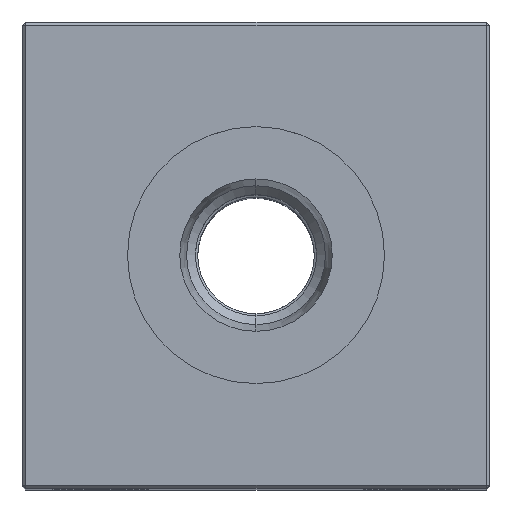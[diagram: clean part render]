
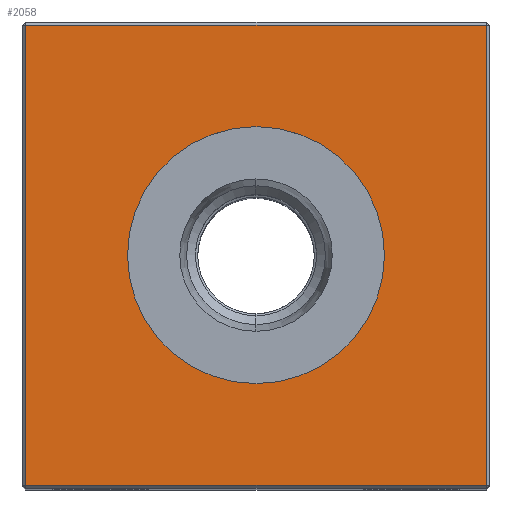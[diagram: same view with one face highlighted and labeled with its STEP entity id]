
A CAD part, top view. The second image highlights one B-rep face of the part: STEP entity #2058.
In plain terms, the highlighted planar face has unit normal (0, 0, 1).
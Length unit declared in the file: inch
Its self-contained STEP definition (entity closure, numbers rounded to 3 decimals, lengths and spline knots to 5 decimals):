
#116 = DIRECTION ( 'NONE',  ( -1., 0., 0. ) ) ;
#993 = CARTESIAN_POINT ( 'NONE',  ( 0.74, -0.74, 3.25 ) ) ;
#1483 = DIRECTION ( 'NONE',  ( -1., 0., 0. ) ) ;
#1519 = VERTEX_POINT ( 'NONE', #23512 ) ;
#1876 = VECTOR ( 'NONE', #13759, 39.37008 ) ;
#1968 = DIRECTION ( 'NONE',  ( -1., 0., 0. ) ) ;
#2058 = ADVANCED_FACE ( 'NONE', ( #16594, #22235 ), #9598, .F. ) ;
#2385 = DIRECTION ( 'NONE',  ( 0., 0., -1. ) ) ;
#2444 = VECTOR ( 'NONE', #18752, 39.37008 ) ;
#2458 = VERTEX_POINT ( 'NONE', #4737 ) ;
#3661 = CARTESIAN_POINT ( 'NONE',  ( 0., 0.41339, 3.25 ) ) ;
#3935 = EDGE_CURVE ( 'NONE', #2458, #23100, #8460, .T. ) ;
#4737 = CARTESIAN_POINT ( 'NONE',  ( 0.74, 0.74, 3.25 ) ) ;
#5079 = ORIENTED_EDGE ( 'NONE', *, *, #3935, .T. ) ;
#5399 = ORIENTED_EDGE ( 'NONE', *, *, #22563, .T. ) ;
#5512 = AXIS2_PLACEMENT_3D ( 'NONE', #13043, #11117, #1968 ) ;
#5763 = CARTESIAN_POINT ( 'NONE',  ( 0.74, 0., 3.25 ) ) ;
#5769 = CARTESIAN_POINT ( 'NONE',  ( 0., 0., 3.25 ) ) ;
#5791 = EDGE_CURVE ( 'NONE', #1519, #10139, #19737, .T. ) ;
#5877 = EDGE_CURVE ( 'NONE', #10139, #1519, #19348, .T. ) ;
#6117 = LINE ( 'NONE', #13820, #22034 ) ;
#6442 = EDGE_LOOP ( 'NONE', ( #13500, #23168 ) ) ;
#6444 = CARTESIAN_POINT ( 'NONE',  ( 0., -0.74, 3.25 ) ) ;
#7165 = EDGE_CURVE ( 'NONE', #18374, #2458, #20665, .T. ) ;
#8460 = LINE ( 'NONE', #20971, #1876 ) ;
#9598 = PLANE ( 'NONE',  #9926 ) ;
#9926 = AXIS2_PLACEMENT_3D ( 'NONE', #5769, #2385, #116 ) ;
#10139 = VERTEX_POINT ( 'NONE', #3661 ) ;
#11044 = VERTEX_POINT ( 'NONE', #19408 ) ;
#11117 = DIRECTION ( 'NONE',  ( 0., 0., -1. ) ) ;
#12315 = CARTESIAN_POINT ( 'NONE',  ( 0., 0., 3.25 ) ) ;
#12342 = LINE ( 'NONE', #6444, #22198 ) ;
#13043 = CARTESIAN_POINT ( 'NONE',  ( 0., 0., 3.25 ) ) ;
#13452 = DIRECTION ( 'NONE',  ( 0., -1., 0. ) ) ;
#13500 = ORIENTED_EDGE ( 'NONE', *, *, #5877, .T. ) ;
#13759 = DIRECTION ( 'NONE',  ( -1., 0., 0. ) ) ;
#13820 = CARTESIAN_POINT ( 'NONE',  ( -0.74, 0., 3.25 ) ) ;
#15374 = EDGE_LOOP ( 'NONE', ( #18061, #5399, #20297, #5079 ) ) ;
#15506 = CARTESIAN_POINT ( 'NONE',  ( -0.74, 0.74, 3.25 ) ) ;
#16594 = FACE_OUTER_BOUND ( 'NONE', #15374, .T. ) ;
#16991 = EDGE_CURVE ( 'NONE', #23100, #11044, #6117, .T. ) ;
#17965 = DIRECTION ( 'NONE',  ( 0., 0., -1. ) ) ;
#18061 = ORIENTED_EDGE ( 'NONE', *, *, #16991, .T. ) ;
#18374 = VERTEX_POINT ( 'NONE', #993 ) ;
#18752 = DIRECTION ( 'NONE',  ( 0., 1., 0. ) ) ;
#19348 = CIRCLE ( 'NONE', #22781, 0.41339 ) ;
#19408 = CARTESIAN_POINT ( 'NONE',  ( -0.74, -0.74, 3.25 ) ) ;
#19737 = CIRCLE ( 'NONE', #5512, 0.41339 ) ;
#20297 = ORIENTED_EDGE ( 'NONE', *, *, #7165, .T. ) ;
#20665 = LINE ( 'NONE', #5763, #2444 ) ;
#20971 = CARTESIAN_POINT ( 'NONE',  ( 0., 0.74, 3.25 ) ) ;
#22034 = VECTOR ( 'NONE', #13452, 39.37008 ) ;
#22198 = VECTOR ( 'NONE', #23139, 39.37008 ) ;
#22235 = FACE_BOUND ( 'NONE', #6442, .T. ) ;
#22563 = EDGE_CURVE ( 'NONE', #11044, #18374, #12342, .T. ) ;
#22781 = AXIS2_PLACEMENT_3D ( 'NONE', #12315, #17965, #1483 ) ;
#23100 = VERTEX_POINT ( 'NONE', #15506 ) ;
#23139 = DIRECTION ( 'NONE',  ( 1., 0., 0. ) ) ;
#23168 = ORIENTED_EDGE ( 'NONE', *, *, #5791, .T. ) ;
#23512 = CARTESIAN_POINT ( 'NONE',  ( 0., -0.41339, 3.25 ) ) ;
